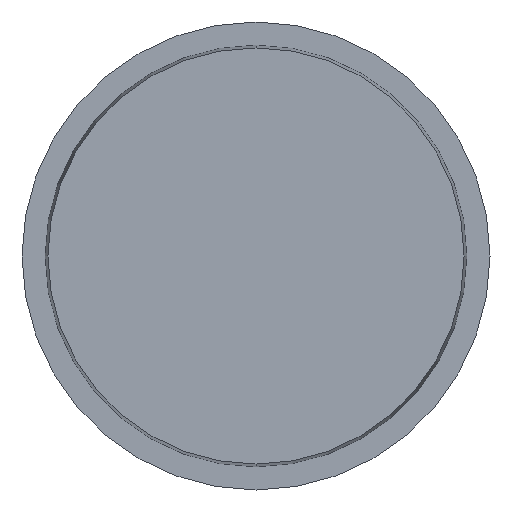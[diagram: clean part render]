
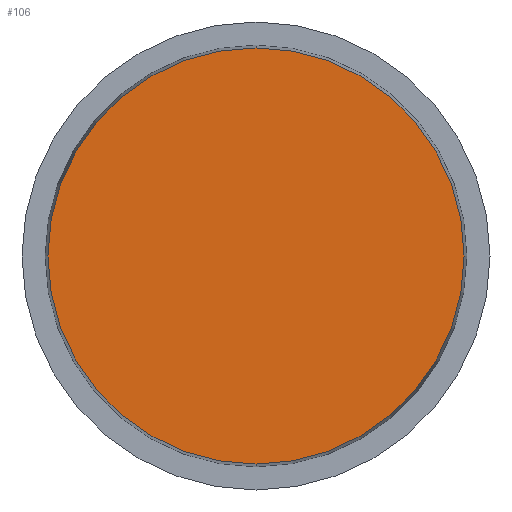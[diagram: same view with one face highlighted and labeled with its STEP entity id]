
A CAD part, front view. The second image highlights one B-rep face of the part: STEP entity #106.
In plain terms, the highlighted planar face has unit normal (0, -1, 0).
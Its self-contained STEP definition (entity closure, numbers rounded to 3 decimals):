
#23 = CARTESIAN_POINT ( 'NONE',  ( -18.85, -24., 0. ) ) ;
#44 = ORIENTED_EDGE ( 'NONE', *, *, #348, .T. ) ;
#68 = DIRECTION ( 'NONE',  ( 0., -1., 0. ) ) ;
#74 = CARTESIAN_POINT ( 'NONE',  ( 0., -24., 18.85 ) ) ;
#93 = DIRECTION ( 'NONE',  ( 0., 0., -1. ) ) ;
#97 = EDGE_LOOP ( 'NONE', ( #44, #104 ) ) ;
#104 = ORIENTED_EDGE ( 'NONE', *, *, #342, .T. ) ;
#106 = ADVANCED_FACE ( 'Defeatured_0_7', ( #311 ), #315, .F. ) ;
#121 = AXIS2_PLACEMENT_3D ( 'NONE', #122, #68, #93 ) ;
#122 = CARTESIAN_POINT ( 'NONE',  ( 0., -24., 0. ) ) ;
#146 = CARTESIAN_POINT ( 'NONE',  ( 0., -24., 0. ) ) ;
#153 = VERTEX_POINT ( 'NONE', #74 ) ;
#167 = VERTEX_POINT ( 'NONE', #241 ) ;
#171 = DIRECTION ( 'NONE',  ( 0., 0., -1. ) ) ;
#241 = CARTESIAN_POINT ( 'NONE',  ( 0., -24., -18.85 ) ) ;
#258 = AXIS2_PLACEMENT_3D ( 'NONE', #146, #305, #171 ) ;
#260 = CIRCLE ( 'NONE', #258, 18.85 ) ;
#263 = DIRECTION ( 'NONE',  ( 0., 0., 1. ) ) ;
#264 = DIRECTION ( 'NONE',  ( 0., 1., 0. ) ) ;
#305 = DIRECTION ( 'NONE',  ( 0., -1., 0. ) ) ;
#308 = AXIS2_PLACEMENT_3D ( 'NONE', #23, #264, #263 ) ;
#311 = FACE_OUTER_BOUND ( 'NONE', #97, .T. ) ;
#315 = PLANE ( 'NONE',  #308 ) ;
#331 = CIRCLE ( 'NONE', #121, 18.85 ) ;
#342 = EDGE_CURVE ( 'Defeatured_0_7+Defeatured_0_6+Defeatured_0_6+Defeatured_0_6', #167, #153, #260, .T. ) ;
#348 = EDGE_CURVE ( 'Defeatured_0_7+Defeatured_0_6+Defeatured_0_6+Defeatured_0_6', #153, #167, #331, .T. ) ;
